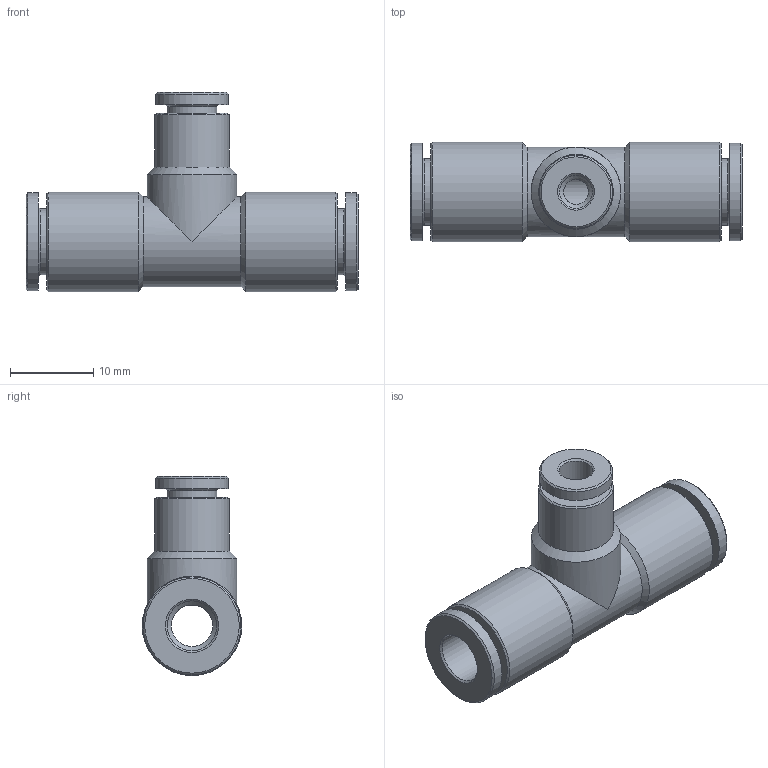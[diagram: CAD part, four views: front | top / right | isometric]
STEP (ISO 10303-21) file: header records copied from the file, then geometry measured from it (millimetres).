
FILE_DESCRIPTION(/* description */ ('STEP AP214'),/* implementation_level */ '2;1');
FILE_NAME(/* name */ '578386_NPQH-T-Q6-Q4-P10',/* time_stamp */ '2024-09-13T05:35:54+02:00',/* author */ ('License CC BY-ND 4.0'),/* organization */ ('CADENAS'),/* preprocessor_version */ 'ST-DEVELOPER v19.3',/* originating_system */ 'PARTsolutions',/* authorisation */ ' ');
FILE_SCHEMA (('AUTOMOTIVE_DESIGN {1 0 10303 214 3 1 1}'));
Length unit declared in the file: millimetre
Products named in the file (1): 578386 NPQH-T-Q6-Q4-P10
Bounding box: 40 x 12 x 24 mm (x, y, z)
Volume: 3795.4 mm3; surface area: 3182.2 mm2
Topology: 1 solids, 1 shells, 43 faces, 81 edges, 47 vertices
Faces by surface type: cone 18, cylinder 16, plane 9
Full cylindrical faces by diameter (mm): 3 x1, 4 x1, 5 x1, 6 x3, 8 x2, 8.8 x1, 9 x1, 10.8 x2, 11.8 x2, 12 x2
Entity records: 933 total; most frequent: DIRECTION 176, CARTESIAN_POINT 148, ORIENTED_EDGE 90, EDGE_LOOP 88, FACE_BOUND 88, AXIS2_PLACEMENT_3D 88, EDGE_CURVE 45, VERTEX_POINT 45
